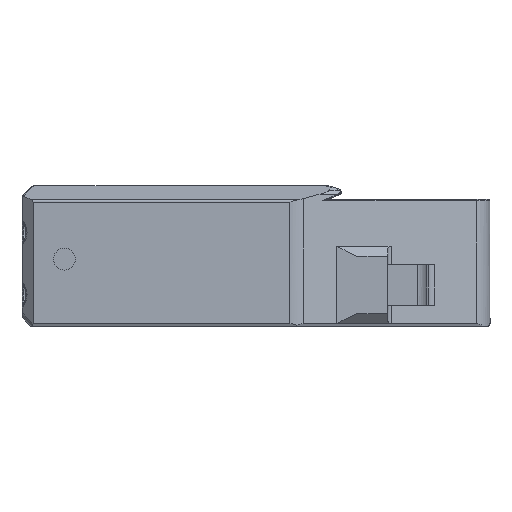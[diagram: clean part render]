
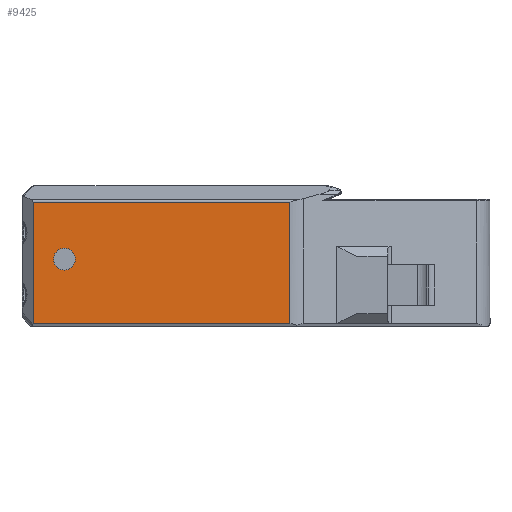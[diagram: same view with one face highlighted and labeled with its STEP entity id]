
A CAD part, left-side view. The second image highlights one B-rep face of the part: STEP entity #9425.
In plain terms, the highlighted planar face has unit normal (-1, 0, 0).
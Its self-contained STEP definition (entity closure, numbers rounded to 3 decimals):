
#46=FACE_BOUND('',#1558,.T.);
#276=PLANE('',#10313);
#749=CIRCLE('',#10314,1.6);
#1042=FACE_OUTER_BOUND('',#1557,.T.);
#1557=EDGE_LOOP('',(#6901,#6902,#6903,#6904,#6905));
#1558=EDGE_LOOP('',(#6906));
#1943=ELLIPSE('',#9990,1.83,1.);
#2028=LINE('',#13689,#2763);
#2087=LINE('',#14275,#2822);
#2154=LINE('',#14590,#2889);
#2300=LINE('',#15676,#3035);
#2763=VECTOR('',#10944,10.);
#2822=VECTOR('',#11309,10.);
#2889=VECTOR('',#11462,10.);
#3035=VECTOR('',#12164,10.);
#3513=VERTEX_POINT('',#13686);
#3514=VERTEX_POINT('',#13688);
#3609=VERTEX_POINT('',#14265);
#3612=VERTEX_POINT('',#14273);
#3714=VERTEX_POINT('',#14589);
#4053=VERTEX_POINT('',#15677);
#4437=EDGE_CURVE('',#3514,#3513,#2028,.T.);
#4597=EDGE_CURVE('',#3609,#3513,#1943,.T.);
#4601=EDGE_CURVE('',#3609,#3612,#2087,.T.);
#4720=EDGE_CURVE('',#3714,#3514,#2154,.T.);
#5119=EDGE_CURVE('',#3612,#3714,#2300,.T.);
#5120=EDGE_CURVE('',#4053,#4053,#749,.T.);
#6901=ORIENTED_EDGE('',*,*,#4597,.F.);
#6902=ORIENTED_EDGE('',*,*,#4601,.T.);
#6903=ORIENTED_EDGE('',*,*,#5119,.T.);
#6904=ORIENTED_EDGE('',*,*,#4720,.T.);
#6905=ORIENTED_EDGE('',*,*,#4437,.T.);
#6906=ORIENTED_EDGE('',*,*,#5120,.T.);
#9425=ADVANCED_FACE('',(#1042,#46),#276,.F.);
#9990=AXIS2_PLACEMENT_3D('',#14267,#11301,#11302);
#10313=AXIS2_PLACEMENT_3D('',#15675,#12162,#12163);
#10314=AXIS2_PLACEMENT_3D('',#15678,#12165,#12166);
#10944=DIRECTION('',(0.,0.,-1.));
#11301=DIRECTION('center_axis',(1.,0.,0.));
#11302=DIRECTION('ref_axis',(0.,0.707,0.707));
#11309=DIRECTION('',(0.,-1.,0.));
#11462=DIRECTION('',(0.,1.,0.));
#12162=DIRECTION('center_axis',(1.,0.,0.));
#12163=DIRECTION('ref_axis',(0.,-1.,0.));
#12164=DIRECTION('',(0.,0.,1.));
#12165=DIRECTION('center_axis',(1.,0.,0.));
#12166=DIRECTION('ref_axis',(0.,0.,
-1.));
#13686=CARTESIAN_POINT('',(-11.101,-28.71,-9.878));
#13688=CARTESIAN_POINT('',(-11.101,-28.71,7.905));
#13689=CARTESIAN_POINT('',(-11.101,-28.71,-0.995));
#14265=CARTESIAN_POINT('',(-11.101,-28.71,-9.895));
#14267=CARTESIAN_POINT('Origin',(-11.101,-30.185,-10.674));
#14273=CARTESIAN_POINT('',(-11.101,-66.306,-9.895));
#14275=CARTESIAN_POINT('',(-11.101,-37.601,-9.895));
#14589=CARTESIAN_POINT('',(-11.101,-66.306,7.905));
#14590=CARTESIAN_POINT('',(-11.101,-27.092,7.905));
#15675=CARTESIAN_POINT('Origin',(-11.101,-13.35,8.305));
#15676=CARTESIAN_POINT('',(-11.101,-66.306,8.305));
#15677=CARTESIAN_POINT('',(-11.101,-33.309,1.134));
#15678=CARTESIAN_POINT('Origin',(-11.101,-33.309,-0.466));
